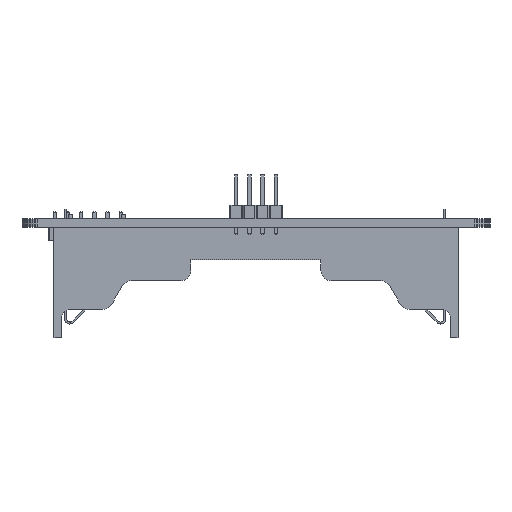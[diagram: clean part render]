
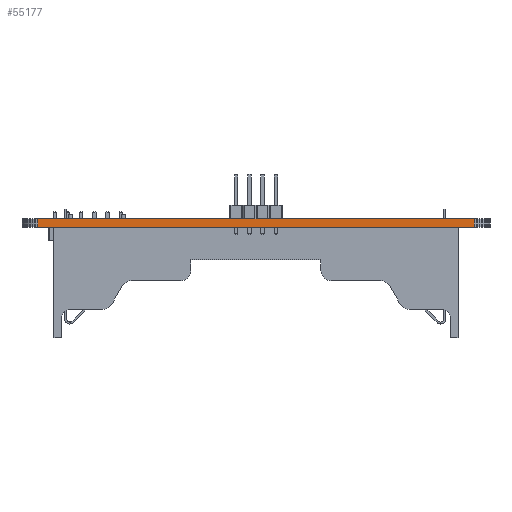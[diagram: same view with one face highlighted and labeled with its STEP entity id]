
A CAD part, front view. The second image highlights one B-rep face of the part: STEP entity #55177.
In plain terms, the highlighted planar face has unit normal (0, -1, 0).
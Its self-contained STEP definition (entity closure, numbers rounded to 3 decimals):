
#39528 = PLANE('',#39529);
#39529 = AXIS2_PLACEMENT_3D('',#39530,#39531,#39532);
#39530 = CARTESIAN_POINT('',(143.,-95.848,1.6));
#39531 = DIRECTION('',(-0.,-0.,-1.));
#39532 = DIRECTION('',(-1.,0.,0.));
#39582 = PLANE('',#39583);
#39583 = AXIS2_PLACEMENT_3D('',#39584,#39585,#39586);
#39584 = CARTESIAN_POINT('',(143.,-95.848,0.));
#39585 = DIRECTION('',(-0.,-0.,-1.));
#39586 = DIRECTION('',(-1.,0.,0.));
#40447 = VERTEX_POINT('',#40448);
#40448 = CARTESIAN_POINT('',(185.,-162.348,0.));
#40462 = PLANE('',#40463);
#40463 = AXIS2_PLACEMENT_3D('',#40464,#40465,#40466);
#40464 = CARTESIAN_POINT('',(185.336,-162.329,0.));
#40465 = DIRECTION('',(0.056,-0.998,0.));
#40466 = DIRECTION('',(-0.998,-0.056,0.));
#40474 = EDGE_CURVE('',#40447,#40475,#40477,.T.);
#40475 = VERTEX_POINT('',#40476);
#40476 = CARTESIAN_POINT('',(101.,-162.348,0.));
#40477 = SURFACE_CURVE('',#40478,(#40482,#40489),.PCURVE_S1.);
#40478 = LINE('',#40479,#40480);
#40479 = CARTESIAN_POINT('',(185.,-162.348,0.));
#40480 = VECTOR('',#40481,1.);
#40481 = DIRECTION('',(-1.,0.,0.));
#40482 = PCURVE('',#39582,#40483);
#40483 = DEFINITIONAL_REPRESENTATION('',(#40484),#40488);
#40484 = LINE('',#40485,#40486);
#40485 = CARTESIAN_POINT('',(-42.,-66.5));
#40486 = VECTOR('',#40487,1.);
#40487 = DIRECTION('',(1.,0.));
#40488 = ( GEOMETRIC_REPRESENTATION_CONTEXT(2) 
PARAMETRIC_REPRESENTATION_CONTEXT() REPRESENTATION_CONTEXT('2D SPACE',''
  ) );
#40489 = PCURVE('',#40490,#40495);
#40490 = PLANE('',#40491);
#40491 = AXIS2_PLACEMENT_3D('',#40492,#40493,#40494);
#40492 = CARTESIAN_POINT('',(185.,-162.348,0.));
#40493 = DIRECTION('',(0.,-1.,0.));
#40494 = DIRECTION('',(-1.,0.,0.));
#40495 = DEFINITIONAL_REPRESENTATION('',(#40496),#40500);
#40496 = LINE('',#40497,#40498);
#40497 = CARTESIAN_POINT('',(0.,-0.));
#40498 = VECTOR('',#40499,1.);
#40499 = DIRECTION('',(1.,0.));
#40500 = ( GEOMETRIC_REPRESENTATION_CONTEXT(2) 
PARAMETRIC_REPRESENTATION_CONTEXT() REPRESENTATION_CONTEXT('2D SPACE',''
  ) );
#40518 = PLANE('',#40519);
#40519 = AXIS2_PLACEMENT_3D('',#40520,#40521,#40522);
#40520 = CARTESIAN_POINT('',(101.,-162.348,0.));
#40521 = DIRECTION('',(-0.056,-0.998,0.));
#40522 = DIRECTION('',(-0.998,0.056,0.));
#48085 = VERTEX_POINT('',#48086);
#48086 = CARTESIAN_POINT('',(185.,-162.348,1.6));
#48107 = EDGE_CURVE('',#48085,#48108,#48110,.T.);
#48108 = VERTEX_POINT('',#48109);
#48109 = CARTESIAN_POINT('',(101.,-162.348,1.6));
#48110 = SURFACE_CURVE('',#48111,(#48115,#48122),.PCURVE_S1.);
#48111 = LINE('',#48112,#48113);
#48112 = CARTESIAN_POINT('',(185.,-162.348,1.6));
#48113 = VECTOR('',#48114,1.);
#48114 = DIRECTION('',(-1.,0.,0.));
#48115 = PCURVE('',#39528,#48116);
#48116 = DEFINITIONAL_REPRESENTATION('',(#48117),#48121);
#48117 = LINE('',#48118,#48119);
#48118 = CARTESIAN_POINT('',(-42.,-66.5));
#48119 = VECTOR('',#48120,1.);
#48120 = DIRECTION('',(1.,0.));
#48121 = ( GEOMETRIC_REPRESENTATION_CONTEXT(2) 
PARAMETRIC_REPRESENTATION_CONTEXT() REPRESENTATION_CONTEXT('2D SPACE',''
  ) );
#48122 = PCURVE('',#40490,#48123);
#48123 = DEFINITIONAL_REPRESENTATION('',(#48124),#48128);
#48124 = LINE('',#48125,#48126);
#48125 = CARTESIAN_POINT('',(0.,-1.6));
#48126 = VECTOR('',#48127,1.);
#48127 = DIRECTION('',(1.,0.));
#48128 = ( GEOMETRIC_REPRESENTATION_CONTEXT(2) 
PARAMETRIC_REPRESENTATION_CONTEXT() REPRESENTATION_CONTEXT('2D SPACE',''
  ) );
#55129 = EDGE_CURVE('',#40447,#48085,#55130,.T.);
#55130 = SURFACE_CURVE('',#55131,(#55135,#55142),.PCURVE_S1.);
#55131 = LINE('',#55132,#55133);
#55132 = CARTESIAN_POINT('',(185.,-162.348,0.));
#55133 = VECTOR('',#55134,1.);
#55134 = DIRECTION('',(0.,0.,1.));
#55135 = PCURVE('',#40462,#55136);
#55136 = DEFINITIONAL_REPRESENTATION('',(#55137),#55141);
#55137 = LINE('',#55138,#55139);
#55138 = CARTESIAN_POINT('',(0.336,0.));
#55139 = VECTOR('',#55140,1.);
#55140 = DIRECTION('',(0.,-1.));
#55141 = ( GEOMETRIC_REPRESENTATION_CONTEXT(2) 
PARAMETRIC_REPRESENTATION_CONTEXT() REPRESENTATION_CONTEXT('2D SPACE',''
  ) );
#55142 = PCURVE('',#40490,#55143);
#55143 = DEFINITIONAL_REPRESENTATION('',(#55144),#55148);
#55144 = LINE('',#55145,#55146);
#55145 = CARTESIAN_POINT('',(0.,-0.));
#55146 = VECTOR('',#55147,1.);
#55147 = DIRECTION('',(0.,-1.));
#55148 = ( GEOMETRIC_REPRESENTATION_CONTEXT(2) 
PARAMETRIC_REPRESENTATION_CONTEXT() REPRESENTATION_CONTEXT('2D SPACE',''
  ) );
#55177 = ADVANCED_FACE('',(#55178),#40490,.T.);
#55178 = FACE_BOUND('',#55179,.T.);
#55179 = EDGE_LOOP('',(#55180,#55181,#55182,#55203));
#55180 = ORIENTED_EDGE('',*,*,#55129,.T.);
#55181 = ORIENTED_EDGE('',*,*,#48107,.T.);
#55182 = ORIENTED_EDGE('',*,*,#55183,.F.);
#55183 = EDGE_CURVE('',#40475,#48108,#55184,.T.);
#55184 = SURFACE_CURVE('',#55185,(#55189,#55196),.PCURVE_S1.);
#55185 = LINE('',#55186,#55187);
#55186 = CARTESIAN_POINT('',(101.,-162.348,0.));
#55187 = VECTOR('',#55188,1.);
#55188 = DIRECTION('',(0.,0.,1.));
#55189 = PCURVE('',#40490,#55190);
#55190 = DEFINITIONAL_REPRESENTATION('',(#55191),#55195);
#55191 = LINE('',#55192,#55193);
#55192 = CARTESIAN_POINT('',(84.,0.));
#55193 = VECTOR('',#55194,1.);
#55194 = DIRECTION('',(0.,-1.));
#55195 = ( GEOMETRIC_REPRESENTATION_CONTEXT(2) 
PARAMETRIC_REPRESENTATION_CONTEXT() REPRESENTATION_CONTEXT('2D SPACE',''
  ) );
#55196 = PCURVE('',#40518,#55197);
#55197 = DEFINITIONAL_REPRESENTATION('',(#55198),#55202);
#55198 = LINE('',#55199,#55200);
#55199 = CARTESIAN_POINT('',(0.,0.));
#55200 = VECTOR('',#55201,1.);
#55201 = DIRECTION('',(0.,-1.));
#55202 = ( GEOMETRIC_REPRESENTATION_CONTEXT(2) 
PARAMETRIC_REPRESENTATION_CONTEXT() REPRESENTATION_CONTEXT('2D SPACE',''
  ) );
#55203 = ORIENTED_EDGE('',*,*,#40474,.F.);
